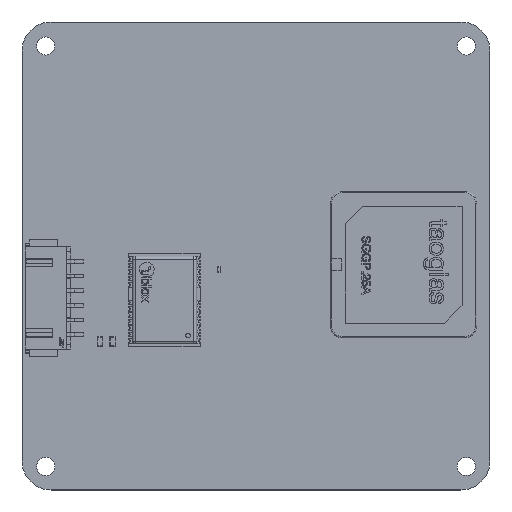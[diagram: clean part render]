
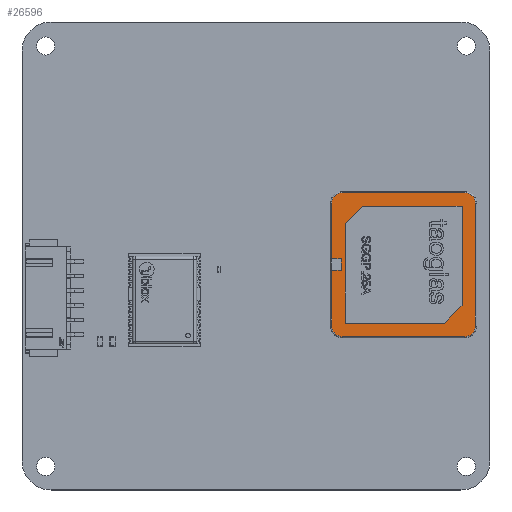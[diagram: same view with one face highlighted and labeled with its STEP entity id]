
A CAD part, top view. The second image highlights one B-rep face of the part: STEP entity #26596.
In plain terms, the highlighted face is planar.
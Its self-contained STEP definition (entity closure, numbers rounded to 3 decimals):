
#26596 = ADVANCED_FACE('',(#26597,#26699),#26749,.T.);
#26597 = FACE_BOUND('',#26598,.T.);
#26598 = EDGE_LOOP('',(#26599,#26609,#26617,#26626,#26634,#26643,#26651,
    #26660,#26668,#26677,#26685,#26693));
#26599 = ORIENTED_EDGE('',*,*,#26600,.F.);
#26600 = EDGE_CURVE('',#26601,#26603,#26605,.T.);
#26601 = VERTEX_POINT('',#26602);
#26602 = CARTESIAN_POINT('',(1.,4.,12.3));
#26603 = VERTEX_POINT('',#26604);
#26604 = CARTESIAN_POINT('',(1.,4.,10.65));
#26605 = LINE('',#26606,#26607);
#26606 = CARTESIAN_POINT('',(1.,4.,10.65));
#26607 = VECTOR('',#26608,1.);
#26608 = DIRECTION('',(0.,-0.,-1.));
#26609 = ORIENTED_EDGE('',*,*,#26610,.T.);
#26610 = EDGE_CURVE('',#26601,#26611,#26613,.T.);
#26611 = VERTEX_POINT('',#26612);
#26612 = CARTESIAN_POINT('',(10.5,4.,12.3));
#26613 = LINE('',#26614,#26615);
#26614 = CARTESIAN_POINT('',(10.5,4.,12.3));
#26615 = VECTOR('',#26616,1.);
#26616 = DIRECTION('',(1.,-0.,0.));
#26617 = ORIENTED_EDGE('',*,*,#26618,.T.);
#26618 = EDGE_CURVE('',#26611,#26619,#26621,.T.);
#26619 = VERTEX_POINT('',#26620);
#26620 = CARTESIAN_POINT('',(12.3,4.,10.5));
#26621 = CIRCLE('',#26622,1.8);
#26622 = AXIS2_PLACEMENT_3D('',#26623,#26624,#26625);
#26623 = CARTESIAN_POINT('',(10.5,4.,10.5));
#26624 = DIRECTION('',(0.,1.,0.));
#26625 = DIRECTION('',(0.,-0.,1.));
#26626 = ORIENTED_EDGE('',*,*,#26627,.T.);
#26627 = EDGE_CURVE('',#26619,#26628,#26630,.T.);
#26628 = VERTEX_POINT('',#26629);
#26629 = CARTESIAN_POINT('',(12.3,4.,-10.5));
#26630 = LINE('',#26631,#26632);
#26631 = CARTESIAN_POINT('',(12.3,4.,-10.5));
#26632 = VECTOR('',#26633,1.);
#26633 = DIRECTION('',(0.,0.,-1.));
#26634 = ORIENTED_EDGE('',*,*,#26635,.T.);
#26635 = EDGE_CURVE('',#26628,#26636,#26638,.T.);
#26636 = VERTEX_POINT('',#26637);
#26637 = CARTESIAN_POINT('',(10.5,4.,-12.3));
#26638 = CIRCLE('',#26639,1.8);
#26639 = AXIS2_PLACEMENT_3D('',#26640,#26641,#26642);
#26640 = CARTESIAN_POINT('',(10.5,4.,-10.5));
#26641 = DIRECTION('',(0.,1.,0.));
#26642 = DIRECTION('',(0.,-0.,1.));
#26643 = ORIENTED_EDGE('',*,*,#26644,.T.);
#26644 = EDGE_CURVE('',#26636,#26645,#26647,.T.);
#26645 = VERTEX_POINT('',#26646);
#26646 = CARTESIAN_POINT('',(-10.5,4.,-12.3));
#26647 = LINE('',#26648,#26649);
#26648 = CARTESIAN_POINT('',(-10.5,4.,-12.3));
#26649 = VECTOR('',#26650,1.);
#26650 = DIRECTION('',(-1.,0.,0.));
#26651 = ORIENTED_EDGE('',*,*,#26652,.T.);
#26652 = EDGE_CURVE('',#26645,#26653,#26655,.T.);
#26653 = VERTEX_POINT('',#26654);
#26654 = CARTESIAN_POINT('',(-12.3,4.,-10.5));
#26655 = CIRCLE('',#26656,1.8);
#26656 = AXIS2_PLACEMENT_3D('',#26657,#26658,#26659);
#26657 = CARTESIAN_POINT('',(-10.5,4.,-10.5));
#26658 = DIRECTION('',(0.,1.,0.));
#26659 = DIRECTION('',(0.,-0.,1.));
#26660 = ORIENTED_EDGE('',*,*,#26661,.T.);
#26661 = EDGE_CURVE('',#26653,#26662,#26664,.T.);
#26662 = VERTEX_POINT('',#26663);
#26663 = CARTESIAN_POINT('',(-12.3,4.,10.5));
#26664 = LINE('',#26665,#26666);
#26665 = CARTESIAN_POINT('',(-12.3,4.,10.5));
#26666 = VECTOR('',#26667,1.);
#26667 = DIRECTION('',(-0.,0.,1.));
#26668 = ORIENTED_EDGE('',*,*,#26669,.T.);
#26669 = EDGE_CURVE('',#26662,#26670,#26672,.T.);
#26670 = VERTEX_POINT('',#26671);
#26671 = CARTESIAN_POINT('',(-10.5,4.,12.3));
#26672 = CIRCLE('',#26673,1.8);
#26673 = AXIS2_PLACEMENT_3D('',#26674,#26675,#26676);
#26674 = CARTESIAN_POINT('',(-10.5,4.,10.5));
#26675 = DIRECTION('',(0.,1.,0.));
#26676 = DIRECTION('',(0.,-0.,1.));
#26677 = ORIENTED_EDGE('',*,*,#26678,.T.);
#26678 = EDGE_CURVE('',#26670,#26679,#26681,.T.);
#26679 = VERTEX_POINT('',#26680);
#26680 = CARTESIAN_POINT('',(-1.,4.,12.3));
#26681 = LINE('',#26682,#26683);
#26682 = CARTESIAN_POINT('',(-1.,4.,12.3));
#26683 = VECTOR('',#26684,1.);
#26684 = DIRECTION('',(1.,-0.,0.));
#26685 = ORIENTED_EDGE('',*,*,#26686,.F.);
#26686 = EDGE_CURVE('',#26687,#26679,#26689,.T.);
#26687 = VERTEX_POINT('',#26688);
#26688 = CARTESIAN_POINT('',(-1.,4.,10.65));
#26689 = LINE('',#26690,#26691);
#26690 = CARTESIAN_POINT('',(-1.,4.,10.65));
#26691 = VECTOR('',#26692,1.);
#26692 = DIRECTION('',(0.,0.,1.));
#26693 = ORIENTED_EDGE('',*,*,#26694,.F.);
#26694 = EDGE_CURVE('',#26603,#26687,#26695,.T.);
#26695 = LINE('',#26696,#26697);
#26696 = CARTESIAN_POINT('',(1.,4.,10.65));
#26697 = VECTOR('',#26698,1.);
#26698 = DIRECTION('',(-1.,0.,0.));
#26699 = FACE_BOUND('',#26700,.T.);
#26700 = EDGE_LOOP('',(#26701,#26711,#26719,#26727,#26735,#26743));
#26701 = ORIENTED_EDGE('',*,*,#26702,.F.);
#26702 = EDGE_CURVE('',#26703,#26705,#26707,.T.);
#26703 = VERTEX_POINT('',#26704);
#26704 = CARTESIAN_POINT('',(-10.,4.,7.));
#26705 = VERTEX_POINT('',#26706);
#26706 = CARTESIAN_POINT('',(-7.,4.,10.));
#26707 = LINE('',#26708,#26709);
#26708 = CARTESIAN_POINT('',(-7.,4.,10.));
#26709 = VECTOR('',#26710,1.);
#26710 = DIRECTION('',(0.707,-0.,0.707));
#26711 = ORIENTED_EDGE('',*,*,#26712,.F.);
#26712 = EDGE_CURVE('',#26713,#26703,#26715,.T.);
#26713 = VERTEX_POINT('',#26714);
#26714 = CARTESIAN_POINT('',(-10.,4.,-10.));
#26715 = LINE('',#26716,#26717);
#26716 = CARTESIAN_POINT('',(-10.,4.,7.));
#26717 = VECTOR('',#26718,1.);
#26718 = DIRECTION('',(0.,-0.,1.));
#26719 = ORIENTED_EDGE('',*,*,#26720,.F.);
#26720 = EDGE_CURVE('',#26721,#26713,#26723,.T.);
#26721 = VERTEX_POINT('',#26722);
#26722 = CARTESIAN_POINT('',(7.,4.,-10.));
#26723 = LINE('',#26724,#26725);
#26724 = CARTESIAN_POINT('',(7.,4.,-10.));
#26725 = VECTOR('',#26726,1.);
#26726 = DIRECTION('',(-1.,0.,0.));
#26727 = ORIENTED_EDGE('',*,*,#26728,.F.);
#26728 = EDGE_CURVE('',#26729,#26721,#26731,.T.);
#26729 = VERTEX_POINT('',#26730);
#26730 = CARTESIAN_POINT('',(10.,4.,-7.));
#26731 = LINE('',#26732,#26733);
#26732 = CARTESIAN_POINT('',(10.,4.,-7.));
#26733 = VECTOR('',#26734,1.);
#26734 = DIRECTION('',(-0.707,0.,-0.707));
#26735 = ORIENTED_EDGE('',*,*,#26736,.F.);
#26736 = EDGE_CURVE('',#26737,#26729,#26739,.T.);
#26737 = VERTEX_POINT('',#26738);
#26738 = CARTESIAN_POINT('',(10.,4.,10.));
#26739 = LINE('',#26740,#26741);
#26740 = CARTESIAN_POINT('',(10.,4.,10.));
#26741 = VECTOR('',#26742,1.);
#26742 = DIRECTION('',(0.,0.,-1.));
#26743 = ORIENTED_EDGE('',*,*,#26744,.F.);
#26744 = EDGE_CURVE('',#26705,#26737,#26745,.T.);
#26745 = LINE('',#26746,#26747);
#26746 = CARTESIAN_POINT('',(10.,4.,10.));
#26747 = VECTOR('',#26748,1.);
#26748 = DIRECTION('',(1.,-0.,0.));
#26749 = PLANE('',#26750);
#26750 = AXIS2_PLACEMENT_3D('',#26751,#26752,#26753);
#26751 = CARTESIAN_POINT('',(10.5,4.,-10.5));
#26752 = DIRECTION('',(0.,1.,0.));
#26753 = DIRECTION('',(0.,-0.,1.));
